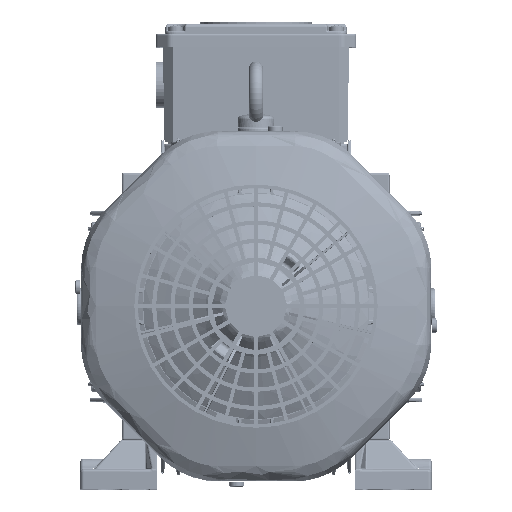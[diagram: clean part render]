
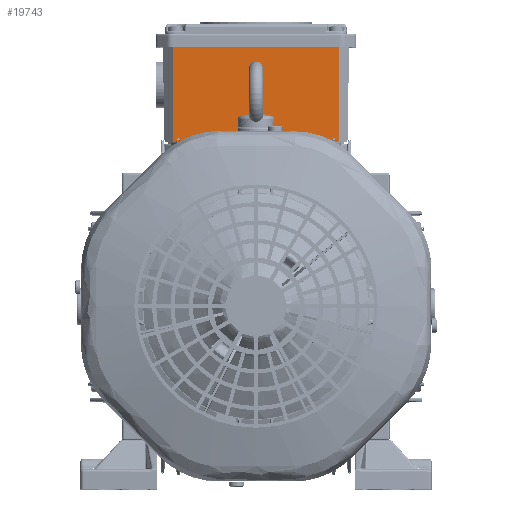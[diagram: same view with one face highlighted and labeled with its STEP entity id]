
A CAD part, top view. The second image highlights one B-rep face of the part: STEP entity #19743.
In plain terms, the highlighted planar face has unit normal (0, -0.018, 1).
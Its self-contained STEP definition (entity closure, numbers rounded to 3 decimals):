
#19743=ADVANCED_FACE('',(#27086),#24940,.T.);
#24940=PLANE('',#110549);
#27086=FACE_OUTER_BOUND('',#33087,.T.);
#33087=EDGE_LOOP('',(#43847,#43848,#43849,#43850));
#43847=ORIENTED_EDGE('',*,*,#82507,.T.);
#43848=ORIENTED_EDGE('',*,*,#82506,.F.);
#43849=ORIENTED_EDGE('',*,*,#82508,.F.);
#43850=ORIENTED_EDGE('',*,*,#82509,.T.);
#70019=VERTEX_POINT('',#157045);
#70022=VERTEX_POINT('',#157050);
#70023=VERTEX_POINT('',#157054);
#70024=VERTEX_POINT('',#157056);
#82506=EDGE_CURVE('',#70022,#70019,#97783,.T.);
#82507=EDGE_CURVE('',#70023,#70019,#97784,.T.);
#82508=EDGE_CURVE('',#70024,#70022,#97785,.T.);
#82509=EDGE_CURVE('',#70024,#70023,#97786,.T.);
#97783=LINE('',#157051,#103525);
#97784=LINE('',#157053,#103526);
#97785=LINE('',#157055,#103527);
#97786=LINE('',#157057,#103528);
#103525=VECTOR('',#122441,1.);
#103526=VECTOR('',#122444,1.);
#103527=VECTOR('',#122445,1.);
#103528=VECTOR('',#122446,1.);
#110549=AXIS2_PLACEMENT_3D('',#157058,#122447,#122448);
#122441=DIRECTION('',(-0.007,1.,0.017));
#122444=DIRECTION('',(-1.,0.,0.));
#122445=DIRECTION('',(-1.,0.,0.));
#122446=DIRECTION('',(0.007,1.,0.017));
#122447=DIRECTION('',(0.,-0.017,1.));
#122448=DIRECTION('',(0.,1.,0.017));
#157045=CARTESIAN_POINT('',(-45.548,142.,172.908));
#157050=CARTESIAN_POINT('',(-45.172,90.,172.));
#157051=CARTESIAN_POINT('',(-45.172,90.,172.));
#157053=CARTESIAN_POINT('',(52.,142.,172.908));
#157054=CARTESIAN_POINT('',(45.548,142.,172.908));
#157055=CARTESIAN_POINT('',(45.172,90.,172.));
#157056=CARTESIAN_POINT('',(45.172,90.,172.));
#157057=CARTESIAN_POINT('',(45.172,90.,172.));
#157058=CARTESIAN_POINT('',(45.172,90.,172.));
